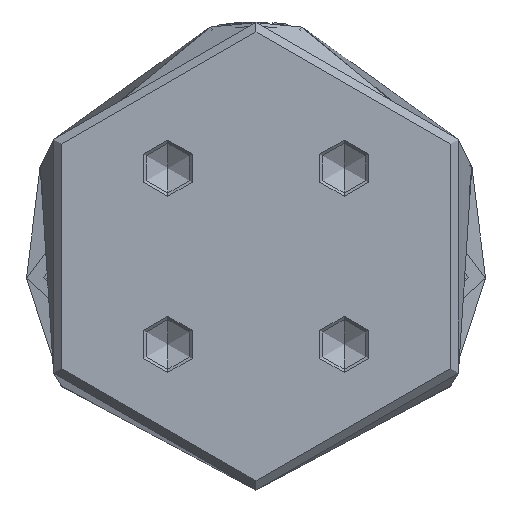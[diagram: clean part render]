
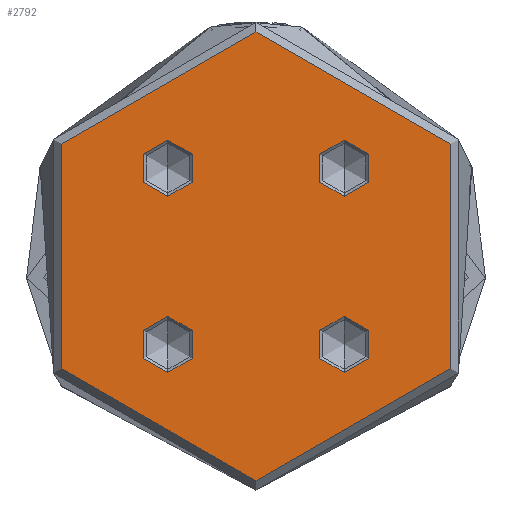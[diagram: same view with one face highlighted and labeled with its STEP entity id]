
A CAD part, front view. The second image highlights one B-rep face of the part: STEP entity #2792.
In plain terms, the highlighted face is planar.
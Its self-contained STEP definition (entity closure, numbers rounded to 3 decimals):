
#295 = AXIS2_PLACEMENT_3D ( 'NONE', #4362, #767, #4974 ) ;
#342 = ORIENTED_EDGE ( 'NONE', *, *, #3272, .T. ) ;
#394 = AXIS2_PLACEMENT_3D ( 'NONE', #5003, #1401, #5576 ) ;
#443 = EDGE_LOOP ( 'NONE', ( #6803, #7002 ) ) ;
#567 = DIRECTION ( 'NONE',  ( 0., 0., 1. ) ) ;
#571 = CARTESIAN_POINT ( 'NONE',  ( -14.142, 14.142, 0. ) ) ;
#644 = ORIENTED_EDGE ( 'NONE', *, *, #5911, .T. ) ;
#660 = CARTESIAN_POINT ( 'NONE',  ( -18.642, -14.142, 0. ) ) ;
#751 = VERTEX_POINT ( 'NONE', #4967 ) ;
#767 = DIRECTION ( 'NONE',  ( 0., 0., -1. ) ) ;
#810 = CARTESIAN_POINT ( 'NONE',  ( 14.142, 14.142, 0. ) ) ;
#819 = DIRECTION ( 'NONE',  ( 0., 0., 1. ) ) ;
#820 = VERTEX_POINT ( 'NONE', #6468 ) ;
#1094 = ORIENTED_EDGE ( 'NONE', *, *, #6829, .F. ) ;
#1348 = AXIS2_PLACEMENT_3D ( 'NONE', #3828, #3772, #3746 ) ;
#1401 = DIRECTION ( 'NONE',  ( 0., 0., 1. ) ) ;
#1422 = DIRECTION ( 'NONE',  ( 1., 0., 0. ) ) ;
#1505 = CIRCLE ( 'NONE', #6622, 4.5 ) ;
#1598 = DIRECTION ( 'NONE',  ( -1., 0., 0. ) ) ;
#1724 = EDGE_LOOP ( 'NONE', ( #7093, #5245 ) ) ;
#1826 = VERTEX_POINT ( 'NONE', #660 ) ;
#1846 = DIRECTION ( 'NONE',  ( 0., 0., -1. ) ) ;
#1901 = CARTESIAN_POINT ( 'NONE',  ( 0., 0., 0. ) ) ;
#1935 = CARTESIAN_POINT ( 'NONE',  ( 18.642, 14.142, 0. ) ) ;
#1962 = PLANE ( 'NONE',  #2260 ) ;
#2113 = VERTEX_POINT ( 'NONE', #2835 ) ;
#2260 = AXIS2_PLACEMENT_3D ( 'NONE', #1901, #1846, #1598 ) ;
#2378 = AXIS2_PLACEMENT_3D ( 'NONE', #6096, #2513, #6736 ) ;
#2513 = DIRECTION ( 'NONE',  ( 0., 0., -1. ) ) ;
#2683 = DIRECTION ( 'NONE',  ( 0., 0., -1. ) ) ;
#2702 = CARTESIAN_POINT ( 'NONE',  ( -14.142, -14.142, 0. ) ) ;
#2792 = ADVANCED_FACE ( 'NONE', ( #6898, #6915, #6975, #6885, #6880 ), #1962, .F. ) ;
#2835 = CARTESIAN_POINT ( 'NONE',  ( 18.642, -14.142, 0. ) ) ;
#2966 = AXIS2_PLACEMENT_3D ( 'NONE', #4420, #819, #5026 ) ;
#3014 = VERTEX_POINT ( 'NONE', #1935 ) ;
#3124 = ORIENTED_EDGE ( 'NONE', *, *, #5997, .T. ) ;
#3272 = EDGE_CURVE ( 'NONE', #7741, #751, #3609, .T. ) ;
#3285 = VERTEX_POINT ( 'NONE', #4287 ) ;
#3292 = DIRECTION ( 'NONE',  ( -1., 0., 0. ) ) ;
#3300 = VERTEX_POINT ( 'NONE', #3723 ) ;
#3514 = CIRCLE ( 'NONE', #2378, 4.5 ) ;
#3609 = CIRCLE ( 'NONE', #1348, 36. ) ;
#3614 = CIRCLE ( 'NONE', #4237, 4.5 ) ;
#3707 = EDGE_CURVE ( 'NONE', #3300, #3014, #1505, .T. ) ;
#3723 = CARTESIAN_POINT ( 'NONE',  ( 9.642, 14.142, 0. ) ) ;
#3746 = DIRECTION ( 'NONE',  ( 1., 0., 0. ) ) ;
#3772 = DIRECTION ( 'NONE',  ( 0., 0., 1. ) ) ;
#3828 = CARTESIAN_POINT ( 'NONE',  ( 0., 0., 0. ) ) ;
#4165 = CARTESIAN_POINT ( 'NONE',  ( 14.142, 14.142, 0. ) ) ;
#4188 = CIRCLE ( 'NONE', #4605, 4.5 ) ;
#4237 = AXIS2_PLACEMENT_3D ( 'NONE', #4165, #567, #4781 ) ;
#4287 = CARTESIAN_POINT ( 'NONE',  ( -9.642, -14.142, 0. ) ) ;
#4362 = CARTESIAN_POINT ( 'NONE',  ( 14.142, -14.142, 0. ) ) ;
#4420 = CARTESIAN_POINT ( 'NONE',  ( 0., 0., 0. ) ) ;
#4486 = VERTEX_POINT ( 'NONE', #7837 ) ;
#4605 = AXIS2_PLACEMENT_3D ( 'NONE', #2702, #6930, #3292 ) ;
#4617 = ORIENTED_EDGE ( 'NONE', *, *, #5856, .F. ) ;
#4619 = EDGE_CURVE ( 'NONE', #2113, #4486, #3514, .T. ) ;
#4781 = DIRECTION ( 'NONE',  ( 1., 0., 0. ) ) ;
#4962 = CIRCLE ( 'NONE', #295, 4.5 ) ;
#4967 = CARTESIAN_POINT ( 'NONE',  ( -36., 0., 0. ) ) ;
#4974 = DIRECTION ( 'NONE',  ( 1., 0., 0. ) ) ;
#5003 = CARTESIAN_POINT ( 'NONE',  ( -14.142, -14.142, 0. ) ) ;
#5019 = DIRECTION ( 'NONE',  ( 0., 0., 1. ) ) ;
#5026 = DIRECTION ( 'NONE',  ( 1., 0., 0. ) ) ;
#5069 = EDGE_LOOP ( 'NONE', ( #4617, #1094 ) ) ;
#5245 = ORIENTED_EDGE ( 'NONE', *, *, #3707, .F. ) ;
#5576 = DIRECTION ( 'NONE',  ( -1., 0., 0. ) ) ;
#5856 = EDGE_CURVE ( 'NONE', #1826, #3285, #7246, .T. ) ;
#5860 = CIRCLE ( 'NONE', #6812, 4.5 ) ;
#5911 = EDGE_CURVE ( 'NONE', #751, #7741, #7530, .T. ) ;
#5936 = DIRECTION ( 'NONE',  ( -1., 0., 0. ) ) ;
#5997 = EDGE_CURVE ( 'NONE', #7172, #820, #6873, .T. ) ;
#6096 = CARTESIAN_POINT ( 'NONE',  ( 14.142, -14.142, 0. ) ) ;
#6120 = EDGE_LOOP ( 'NONE', ( #644, #342 ) ) ;
#6280 = CARTESIAN_POINT ( 'NONE',  ( -14.142, 14.142, 0. ) ) ;
#6462 = EDGE_CURVE ( 'NONE', #820, #7172, #5860, .T. ) ;
#6468 = CARTESIAN_POINT ( 'NONE',  ( -9.642, 14.142, 0. ) ) ;
#6535 = EDGE_LOOP ( 'NONE', ( #3124, #7566 ) ) ;
#6622 = AXIS2_PLACEMENT_3D ( 'NONE', #810, #5019, #1422 ) ;
#6723 = EDGE_CURVE ( 'NONE', #4486, #2113, #4962, .T. ) ;
#6736 = DIRECTION ( 'NONE',  ( 1., 0., 0. ) ) ;
#6803 = ORIENTED_EDGE ( 'NONE', *, *, #4619, .T. ) ;
#6812 = AXIS2_PLACEMENT_3D ( 'NONE', #571, #7541, #5936 ) ;
#6829 = EDGE_CURVE ( 'NONE', #3285, #1826, #4188, .T. ) ;
#6873 = CIRCLE ( 'NONE', #7518, 4.5 ) ;
#6880 = FACE_OUTER_BOUND ( 'NONE', #6120, .T. ) ;
#6885 = FACE_BOUND ( 'NONE', #1724, .T. ) ;
#6898 = FACE_BOUND ( 'NONE', #5069, .T. ) ;
#6910 = DIRECTION ( 'NONE',  ( -1., 0., 0. ) ) ;
#6915 = FACE_BOUND ( 'NONE', #6535, .T. ) ;
#6930 = DIRECTION ( 'NONE',  ( 0., 0., 1. ) ) ;
#6945 = EDGE_CURVE ( 'NONE', #3014, #3300, #3614, .T. ) ;
#6975 = FACE_BOUND ( 'NONE', #443, .T. ) ;
#7002 = ORIENTED_EDGE ( 'NONE', *, *, #6723, .T. ) ;
#7093 = ORIENTED_EDGE ( 'NONE', *, *, #6945, .F. ) ;
#7172 = VERTEX_POINT ( 'NONE', #7805 ) ;
#7246 = CIRCLE ( 'NONE', #394, 4.5 ) ;
#7464 = CARTESIAN_POINT ( 'NONE',  ( 36., 0., 0. ) ) ;
#7518 = AXIS2_PLACEMENT_3D ( 'NONE', #6280, #2683, #6910 ) ;
#7530 = CIRCLE ( 'NONE', #2966, 36. ) ;
#7541 = DIRECTION ( 'NONE',  ( 0., 0., -1. ) ) ;
#7566 = ORIENTED_EDGE ( 'NONE', *, *, #6462, .T. ) ;
#7741 = VERTEX_POINT ( 'NONE', #7464 ) ;
#7805 = CARTESIAN_POINT ( 'NONE',  ( -18.642, 14.142, 0. ) ) ;
#7837 = CARTESIAN_POINT ( 'NONE',  ( 9.642, -14.142, 0. ) ) ;
